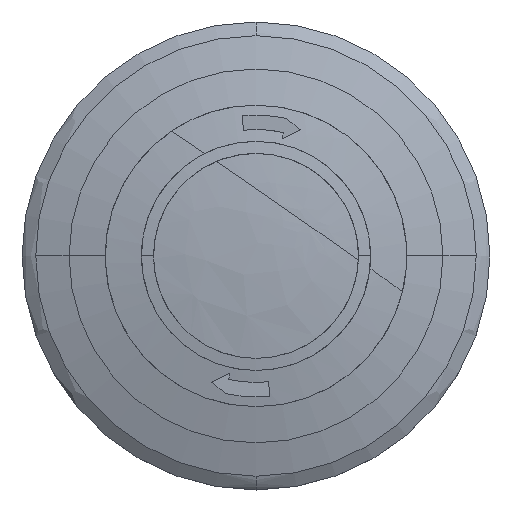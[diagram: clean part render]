
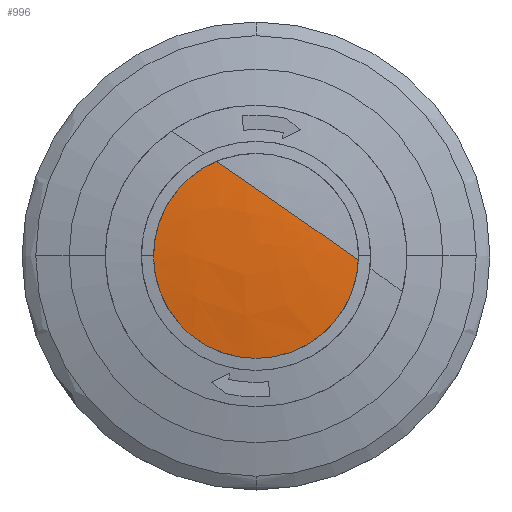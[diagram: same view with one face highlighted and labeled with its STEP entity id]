
A CAD part, top view. The second image highlights one B-rep face of the part: STEP entity #996.
In plain terms, the highlighted free-form (B-spline) face has degree [3, 3] with [4, 4] control points.
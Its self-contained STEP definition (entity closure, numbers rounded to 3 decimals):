
#7 = CARTESIAN_POINT ( 'NONE',  ( 1.505, -17.77, 39.116 ) ) ;
#34 = CARTESIAN_POINT ( 'NONE',  ( 0.706, 5.119, 38.754 ) ) ;
#44 = CARTESIAN_POINT ( 'NONE',  ( 8.229, -0.142, 38.41 ) ) ;
#111 = DIRECTION ( 'NONE',  ( 0., 1., 0. ) ) ;
#139 = ORIENTED_EDGE ( 'NONE', *, *, #1475, .T. ) ;
#163 = CIRCLE ( 'NONE', #1142, 60. ) ;
#168 = CARTESIAN_POINT ( 'NONE',  ( -13.491, -7.282, 39.802 ) ) ;
#188 = CARTESIAN_POINT ( 'NONE',  ( 4.467, 2.488, 38.582 ) ) ;
#223 = EDGE_CURVE ( 'NONE', #1132, #1530, #163, .T. ) ;
#340 = CARTESIAN_POINT ( 'NONE',  ( 4.467, 2.488, 38.582 ) ) ;
#351 = CARTESIAN_POINT ( 'NONE',  ( 0., -27.699, 38.593 ) ) ;
#377 = DIRECTION ( 'NONE',  ( 0.569, 0.819, -0.076 ) ) ;
#465 = CIRCLE ( 'NONE', #1006, 8.5 ) ;
#545 = CARTESIAN_POINT ( 'NONE',  ( -3.07, 7.71, 38.402 ) ) ;
#573 = DIRECTION ( 'NONE',  ( 0., 0., 1. ) ) ;
#582 = CARTESIAN_POINT ( 'NONE',  ( 0., 0.01, 38.195 ) ) ;
#683 = ORIENTED_EDGE ( 'NONE', *, *, #223, .F. ) ;
#685 = CARTESIAN_POINT ( 'NONE',  ( 4.467, 2.488, 38.582 ) ) ;
#747 = CARTESIAN_POINT ( 'NONE',  ( 0., 0.01, -21.2 ) ) ;
#810 = ORIENTED_EDGE ( 'NONE', *, *, #1890, .T. ) ;
#866 = VERTEX_POINT ( 'NONE', #1675 ) ;
#876 = CARTESIAN_POINT ( 'NONE',  ( 15.512, -5.382, 36.509 ) ) ;
#881 = CARTESIAN_POINT ( 'NONE',  ( 0., 0.01, -21.2 ) ) ;
#935 = CARTESIAN_POINT ( 'NONE',  ( 8.493, -0.345, 38.195 ) ) ;
#996 = ADVANCED_FACE ( 'NONE', ( #1576 ), #1789, .T. ) ;
#1006 = AXIS2_PLACEMENT_3D ( 'NONE', #582, #573, #1432 ) ;
#1056 = DIRECTION ( 'NONE',  ( 0.074, 0.041, 0.996 ) ) ;
#1075 = AXIS2_PLACEMENT_3D ( 'NONE', #1801, #2172, #111 ) ;
#1132 = VERTEX_POINT ( 'NONE', #2183 ) ;
#1142 = AXIS2_PLACEMENT_3D ( 'NONE', #881, #377, #1056 ) ;
#1235 = CARTESIAN_POINT ( 'NONE',  ( 3.001, -7.663, 39.113 ) ) ;
#1387 = CARTESIAN_POINT ( 'NONE',  ( 11.926, -2.777, 37.716 ) ) ;
#1410 = CIRCLE ( 'NONE', #1554, 60. ) ;
#1432 = DIRECTION ( 'NONE',  ( 0., 1., 0. ) ) ;
#1459 = DIRECTION ( 'NONE',  ( -0.569, -0.819, 0.076 ) ) ;
#1475 = EDGE_CURVE ( 'NONE', #866, #1530, #2238, .T. ) ;
#1482 = DIRECTION ( 'NONE',  ( 0.074, 0.041, 0.996 ) ) ;
#1530 = VERTEX_POINT ( 'NONE', #935 ) ;
#1554 = AXIS2_PLACEMENT_3D ( 'NONE', #747, #1459, #1482 ) ;
#1558 = CARTESIAN_POINT ( 'NONE',  ( -4.522, -2.402, 39.457 ) ) ;
#1576 = FACE_OUTER_BOUND ( 'NONE', #1855, .T. ) ;
#1603 = CARTESIAN_POINT ( 'NONE',  ( 4.467, 2.488, 38.582 ) ) ;
#1639 = VERTEX_POINT ( 'NONE', #1708 ) ;
#1675 = CARTESIAN_POINT ( 'NONE',  ( 0., -8.49, 38.195 ) ) ;
#1708 = CARTESIAN_POINT ( 'NONE',  ( -3.293, 7.846, 38.195 ) ) ;
#1789 =( BOUNDED_SURFACE ( )  B_SPLINE_SURFACE ( 3, 3, ( 
 ( #1603, #188, #340, #685 ),
 ( #34, #1558, #1235, #44 ),
 ( #545, #168, #7, #1387 ),
 ( #2077, #2085, #351, #876 ) ),
 .UNSPECIFIED., .F., .F., .T. ) 
 B_SPLINE_SURFACE_WITH_KNOTS ( ( 4, 4 ),
 ( 4, 4 ),
 ( 0., 1. ),
 ( 0., 1. ),
 .UNSPECIFIED. ) 
 GEOMETRIC_REPRESENTATION_ITEM ( )  RATIONAL_B_SPLINE_SURFACE ( (
 ( 1., 0.333, 0.333, 1.),
 ( 0.996, 0.332, 0.332, 0.996),
 ( 0.996, 0.332, 0.332, 0.996),
 ( 1., 0.333, 0.333, 1.) ) ) 
 REPRESENTATION_ITEM ( '' )  SURFACE ( )  );
#1801 = CARTESIAN_POINT ( 'NONE',  ( 0., 0.01, 38.195 ) ) ;
#1855 = EDGE_LOOP ( 'NONE', ( #683, #810, #2197, #139 ) ) ;
#1890 = EDGE_CURVE ( 'NONE', #1132, #1639, #1410, .T. ) ;
#2077 = CARTESIAN_POINT ( 'NONE',  ( -6.811, 10.229, 37.53 ) ) ;
#2085 = CARTESIAN_POINT ( 'NONE',  ( -22.323, -12.088, 39.614 ) ) ;
#2108 = EDGE_CURVE ( 'NONE', #1639, #866, #465, .T. ) ;
#2172 = DIRECTION ( 'NONE',  ( 0., 0., 1. ) ) ;
#2183 = CARTESIAN_POINT ( 'NONE',  ( 4.467, 2.488, 38.582 ) ) ;
#2197 = ORIENTED_EDGE ( 'NONE', *, *, #2108, .T. ) ;
#2238 = CIRCLE ( 'NONE', #1075, 8.5 ) ;
